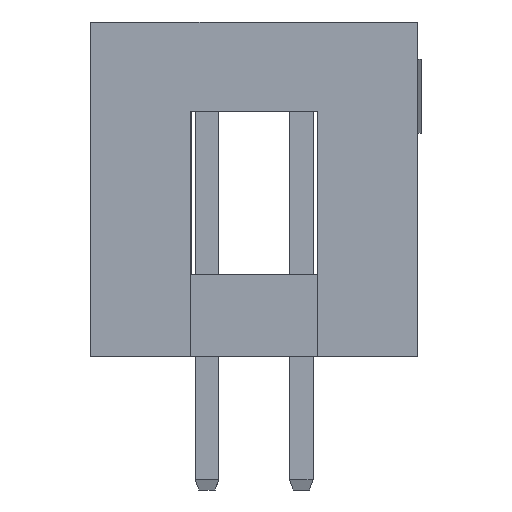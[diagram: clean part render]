
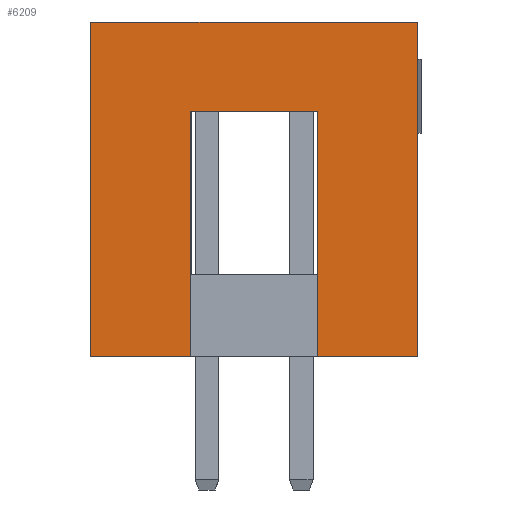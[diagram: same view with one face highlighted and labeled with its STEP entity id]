
A CAD part, left-side view. The second image highlights one B-rep face of the part: STEP entity #6209.
In plain terms, the highlighted planar face has unit normal (-1, 0, 0).
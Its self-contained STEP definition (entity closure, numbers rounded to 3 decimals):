
#61 = ORIENTED_EDGE ( 'NONE', *, *, #1256, .T. ) ;
#70 = CARTESIAN_POINT ( 'NONE',  ( -5.17, 0., 0. ) ) ;
#263 = CARTESIAN_POINT ( 'NONE',  ( -5.17, -0.43, 6.6 ) ) ;
#311 = VERTEX_POINT ( 'NONE', #7117 ) ;
#360 = DIRECTION ( 'NONE',  ( 0., 0., 1. ) ) ;
#420 = CARTESIAN_POINT ( 'NONE',  ( -5.17, 2.97, 0. ) ) ;
#754 = VERTEX_POINT ( 'NONE', #3646 ) ;
#990 = ORIENTED_EDGE ( 'NONE', *, *, #1538, .F. ) ;
#1068 = ORIENTED_EDGE ( 'NONE', *, *, #4654, .T. ) ;
#1138 = EDGE_CURVE ( 'NONE', #1422, #7159, #5174, .T. ) ;
#1201 = VECTOR ( 'NONE', #6383, 1000. ) ;
#1256 = EDGE_CURVE ( 'NONE', #2260, #754, #3835, .T. ) ;
#1261 = CARTESIAN_POINT ( 'NONE',  ( -5.17, 5.67, 0. ) ) ;
#1277 = CARTESIAN_POINT ( 'NONE',  ( -5.17, 0., 9. ) ) ;
#1422 = VERTEX_POINT ( 'NONE', #3347 ) ;
#1525 = CARTESIAN_POINT ( 'NONE',  ( -5.17, 2.97, 0. ) ) ;
#1538 = EDGE_CURVE ( 'NONE', #311, #3093, #1786, .T. ) ;
#1596 = DIRECTION ( 'NONE',  ( 0., -1., 0. ) ) ;
#1786 = LINE ( 'NONE', #1261, #1201 ) ;
#1985 = LINE ( 'NONE', #2394, #4927 ) ;
#2223 = VECTOR ( 'NONE', #3712, 1000. ) ;
#2260 = VERTEX_POINT ( 'NONE', #420 ) ;
#2363 = DIRECTION ( 'NONE',  ( -1., 0., 0. ) ) ;
#2394 = CARTESIAN_POINT ( 'NONE',  ( -5.17, -3.13, 0. ) ) ;
#2586 = VERTEX_POINT ( 'NONE', #3705 ) ;
#2604 = VECTOR ( 'NONE', #6469, 1000. ) ;
#2910 = EDGE_CURVE ( 'NONE', #7159, #2586, #1985, .T. ) ;
#3001 = DIRECTION ( 'NONE',  ( 0., 0., 1. ) ) ;
#3007 = LINE ( 'NONE', #5312, #5720 ) ;
#3093 = VERTEX_POINT ( 'NONE', #4956 ) ;
#3347 = CARTESIAN_POINT ( 'NONE',  ( -5.17, -0.43, 0. ) ) ;
#3535 = VECTOR ( 'NONE', #6849, 1000. ) ;
#3539 = VECTOR ( 'NONE', #360, 1000. ) ;
#3646 = CARTESIAN_POINT ( 'NONE',  ( -5.17, 2.97, 6.6 ) ) ;
#3688 = EDGE_LOOP ( 'NONE', ( #61, #5853, #5727, #4688, #5582, #5446, #990, #1068 ) ) ;
#3705 = CARTESIAN_POINT ( 'NONE',  ( -5.17, -3.13, 9. ) ) ;
#3712 = DIRECTION ( 'NONE',  ( 0., -1., 0. ) ) ;
#3817 = PLANE ( 'NONE',  #5573 ) ;
#3835 = LINE ( 'NONE', #1525, #3539 ) ;
#4467 = CARTESIAN_POINT ( 'NONE',  ( -5.17, 0., 0. ) ) ;
#4582 = EDGE_CURVE ( 'NONE', #754, #7368, #4823, .T. ) ;
#4654 = EDGE_CURVE ( 'NONE', #311, #2260, #3007, .T. ) ;
#4660 = LINE ( 'NONE', #1277, #3535 ) ;
#4688 = ORIENTED_EDGE ( 'NONE', *, *, #1138, .T. ) ;
#4728 = LINE ( 'NONE', #5871, #2604 ) ;
#4823 = LINE ( 'NONE', #6046, #2223 ) ;
#4927 = VECTOR ( 'NONE', #3001, 1000. ) ;
#4956 = CARTESIAN_POINT ( 'NONE',  ( -5.17, 5.67, 9. ) ) ;
#4967 = FACE_OUTER_BOUND ( 'NONE', #3688, .T. ) ;
#5135 = EDGE_CURVE ( 'NONE', #7368, #1422, #4728, .T. ) ;
#5174 = LINE ( 'NONE', #4467, #6537 ) ;
#5312 = CARTESIAN_POINT ( 'NONE',  ( -5.17, 0., 0. ) ) ;
#5446 = ORIENTED_EDGE ( 'NONE', *, *, #5643, .F. ) ;
#5573 = AXIS2_PLACEMENT_3D ( 'NONE', #70, #2363, #6956 ) ;
#5582 = ORIENTED_EDGE ( 'NONE', *, *, #2910, .T. ) ;
#5643 = EDGE_CURVE ( 'NONE', #3093, #2586, #4660, .T. ) ;
#5720 = VECTOR ( 'NONE', #6436, 1000. ) ;
#5727 = ORIENTED_EDGE ( 'NONE', *, *, #5135, .T. ) ;
#5853 = ORIENTED_EDGE ( 'NONE', *, *, #4582, .T. ) ;
#5871 = CARTESIAN_POINT ( 'NONE',  ( -5.17, -0.43, 0. ) ) ;
#6046 = CARTESIAN_POINT ( 'NONE',  ( -5.17, 0., 6.6 ) ) ;
#6209 = ADVANCED_FACE ( 'NONE', ( #4967 ), #3817, .T. ) ;
#6383 = DIRECTION ( 'NONE',  ( 0., 0., 1. ) ) ;
#6436 = DIRECTION ( 'NONE',  ( 0., -1., 0. ) ) ;
#6469 = DIRECTION ( 'NONE',  ( 0., 0., -1. ) ) ;
#6537 = VECTOR ( 'NONE', #1596, 1000. ) ;
#6810 = CARTESIAN_POINT ( 'NONE',  ( -5.17, -3.13, 0. ) ) ;
#6849 = DIRECTION ( 'NONE',  ( 0., -1., 0. ) ) ;
#6956 = DIRECTION ( 'NONE',  ( 0., 0., 1. ) ) ;
#7117 = CARTESIAN_POINT ( 'NONE',  ( -5.17, 5.67, 0. ) ) ;
#7159 = VERTEX_POINT ( 'NONE', #6810 ) ;
#7368 = VERTEX_POINT ( 'NONE', #263 ) ;
